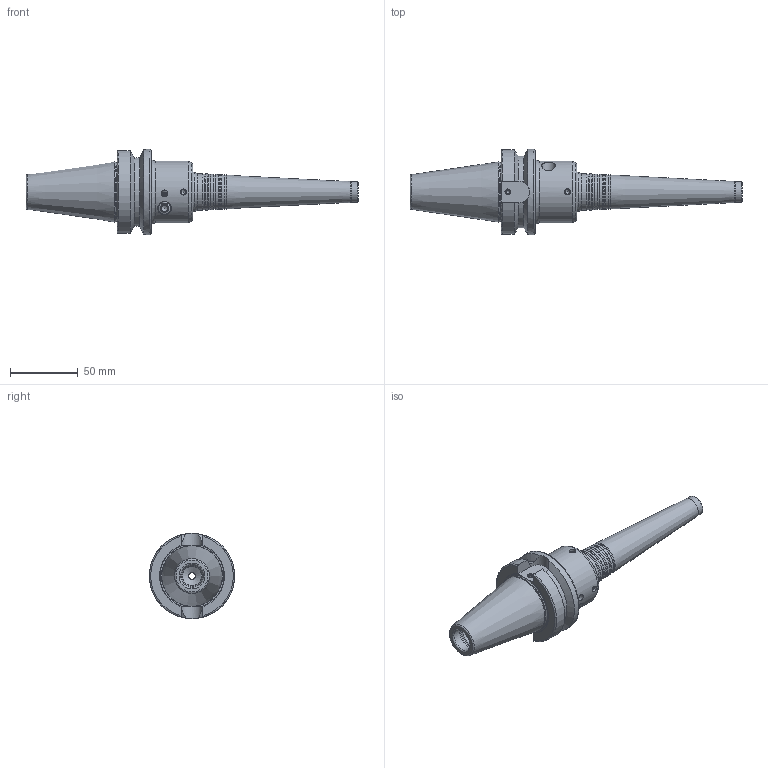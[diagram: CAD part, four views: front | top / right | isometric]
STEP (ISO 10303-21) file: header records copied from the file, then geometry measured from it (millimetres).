
FILE_DESCRIPTION((''),'2;1');
FILE_NAME('360002308180 BT40-PHZ08SB-180-3D.stp','2022-11-11T13:25:00',('nttooll'),(''),'Autodesk Inventor 2012','Autodesk Inventor 2012','');
FILE_SCHEMA(('AUTOMOTIVE_DESIGN { 1 0 10303 214 1 1 1 1 }'));
Length unit declared in the file: millimetre
Products named in the file (1): 360002308180 BT40-PHZ08SB-180-3D
Bounding box: 245.4 x 63 x 63 mm (x, y, z)
Volume: 203181.5 mm3; surface area: 41535.3 mm2
Topology: 1 solids, 2 shells, 188 faces, 402 edges, 237 vertices
Faces by surface type: cone 76, cylinder 60, plane 35, torus 17
Full cylindrical faces by diameter (mm): 2.309 x4, 3.4 x2, 3.464 x4, 4 x4, 4.1 x1, 4.5 x4, 4.619 x2, 5 x3, 6 x4, 8 x6, 8.4 x3, 9 x4, 10.6 x1, 11 x1, 14 x1, 14.25 x1, 15 x1, 16 x1, 17 x1, 17.4 x1, 43.5 x1, 45.8 x1, 63 x1
Entity records: 4531 total; most frequent: CARTESIAN_POINT 1136, DIRECTION 748, ORIENTED_EDGE 476, AXIS2_PLACEMENT_3D 361, EDGE_LOOP 350, EDGE_CURVE 238, VERTEX_POINT 212, FACE_OUTER_BOUND 188
